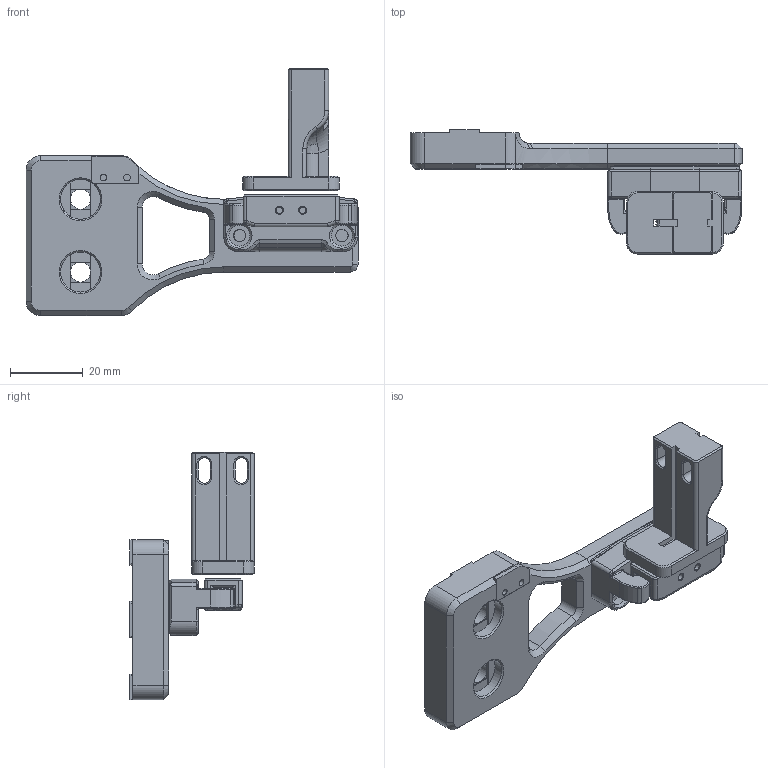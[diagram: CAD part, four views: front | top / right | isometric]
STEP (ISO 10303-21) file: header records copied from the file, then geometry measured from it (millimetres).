
FILE_DESCRIPTION(/* description */ (''),/* implementation_level */ '2;1');
FILE_NAME(/* name */ 'Quickdraw_Switchwire_Remix v29.step',/* time_stamp */ '2021-12-30T18:29:57-05:00',/* author */ (''),/* organization */ (''),/* preprocessor_version */ 'ST-DEVELOPER v18.1',/* originating_system */ 'Autodesk Translation Framework v10.10.0.1391',/* authorisation */ '');
FILE_SCHEMA (('AUTOMOTIVE_DESIGN { 1 0 10303 214 3 1 1 }'));
Length unit declared in the file: millimetre
Products named in the file (6): Quickdraw_Switchwire_Remix; Dock_Arm_Quickdraw_VSW; Dock_Quickdraw_VSW; Probe_Quickdraw_VSW; Dock_Spacer_Quickdraw_VSW; Drop-In-Probe-Attachment_Quickdraw_VSW
Assembly tree (5 placements, depth 2):
  Quickdraw_Switchwire_Remix
    Dock_Arm_Quickdraw_VSW
    Dock_Quickdraw_VSW
    Probe_Quickdraw_VSW
    Dock_Spacer_Quickdraw_VSW
    Drop-In-Probe-Attachment_Quickdraw_VSW
Bounding box: 91.38 x 34.13 x 68.06 mm (x, y, z)
Volume: 31027.1 mm3; surface area: 16314.5 mm2
Topology: 6 solids, 6 shells, 537 faces, 1363 edges, 817 vertices
Faces by surface type: plane 219, cylinder 168, cone 77, bspline 40, torus 21, sphere 12
Full cylindrical faces by diameter (mm): 1.8 x8, 3.4 x4, 4 x2, 4.526 x2, 4.8 x2, 5.126 x2, 5.5 x2, 5.8 x2, 11 x2
Entity records: 17705 total; most frequent: CARTESIAN_POINT 4653, DIRECTION 2698, ORIENTED_EDGE 2684, EDGE_CURVE 1342, AXIS2_PLACEMENT_3D 989, VERTEX_POINT 817, LINE 720, VECTOR 720
